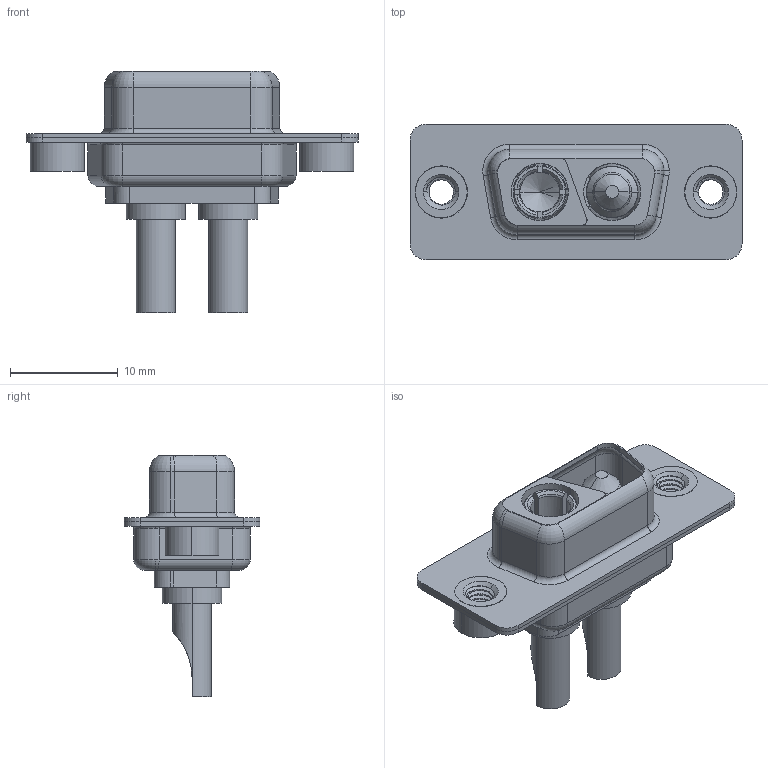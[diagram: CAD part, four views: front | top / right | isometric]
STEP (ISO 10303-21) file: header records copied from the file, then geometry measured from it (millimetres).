
FILE_DESCRIPTION (( 'STEP AP203' ), '1' );
FILE_NAME ('628-2WK2622-2TA.STEP', '2019-05-28T05:23:12', ( '' ), ( '' ), 'SwSTEP 2.0', 'SolidWorks 2016', '' );
FILE_SCHEMA (( 'CONFIG_CONTROL_DESIGN' ));
Length unit declared in the file: millimetre
Products named in the file (7): Power Pin_20A SC; 628-2WK2622-2TA; 628Combo Housing_2WK2; 628Combo Shell Front_09 Contacts; 628Combo Shell Rear_09 Contacts; 628Combo Threaded Rivet_A; Power Socket_20A SC
Assembly tree (7 placements, depth 2):
  628-2WK2622-2TA
    628Combo Housing_2WK2
    628Combo Shell Front_09 Contacts
    628Combo Shell Rear_09 Contacts
    628Combo Threaded Rivet_A  x2
    Power Socket_20A SC
    Power Pin_20A SC
Bounding box: 30.8 x 12.6 x 22.45 mm (x, y, z)
Volume: 1621.8 mm3; surface area: 4114 mm2
Topology: 9 solids, 9 shells, 405 faces, 1000 edges, 624 vertices
Faces by surface type: cylinder 188, plane 112, torus 63, cone 32, bspline 10
Entity records: 13910 total; most frequent: CARTESIAN_POINT 4274, DIRECTION 1952, ORIENTED_EDGE 1824, EDGE_CURVE 912, AXIS2_PLACEMENT_3D 789, VERTEX_POINT 574, CIRCLE 413, EDGE_LOOP 410
